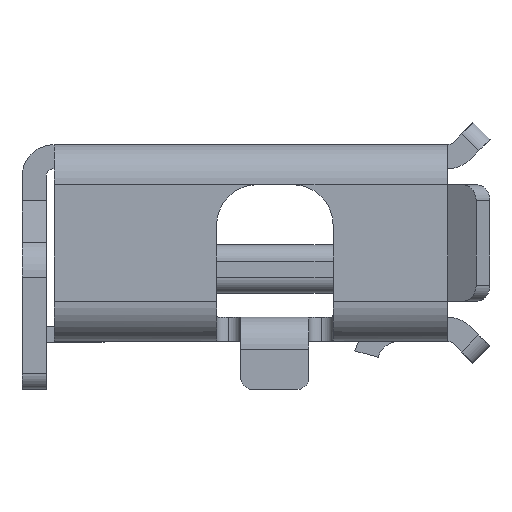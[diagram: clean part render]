
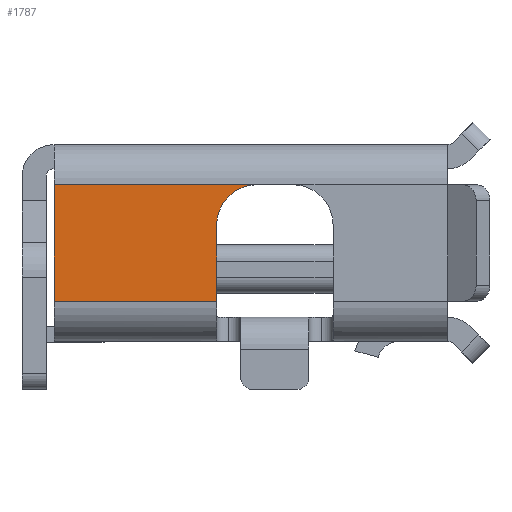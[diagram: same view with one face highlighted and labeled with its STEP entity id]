
A CAD part, left-side view. The second image highlights one B-rep face of the part: STEP entity #1787.
In plain terms, the highlighted planar face has unit normal (-1, 0, 0).
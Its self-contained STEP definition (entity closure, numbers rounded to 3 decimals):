
#136 = CARTESIAN_POINT ( 'NONE',  ( -3.75, -2.45, -0.725 ) ) ;
#296 = LINE ( 'NONE', #8301, #14195 ) ;
#1787 = ADVANCED_FACE ( 'NONE', ( #3063 ), #19089, .F. ) ;
#2395 = ORIENTED_EDGE ( 'NONE', *, *, #12871, .F. ) ;
#2806 = CARTESIAN_POINT ( 'NONE',  ( -3.75, -2.45, 0.725 ) ) ;
#2890 = CARTESIAN_POINT ( 'NONE',  ( -3.75, 2.45, -0.725 ) ) ;
#3063 = FACE_OUTER_BOUND ( 'NONE', #8082, .T. ) ;
#3706 = CARTESIAN_POINT ( 'NONE',  ( -3.75, 2.45, -0.725 ) ) ;
#5255 = EDGE_CURVE ( 'NONE', #20385, #21609, #10495, .T. ) ;
#5553 = VERTEX_POINT ( 'NONE', #22181 ) ;
#6732 = AXIS2_PLACEMENT_3D ( 'NONE', #8847, #23216, #25032 ) ;
#7457 = VERTEX_POINT ( 'NONE', #19110 ) ;
#8082 = EDGE_LOOP ( 'NONE', ( #2395, #11701, #11101, #11493, #16606 ) ) ;
#8301 = CARTESIAN_POINT ( 'NONE',  ( -3.75, 0.425, 0.725 ) ) ;
#8374 = EDGE_CURVE ( 'NONE', #10982, #5553, #17648, .T. ) ;
#8847 = CARTESIAN_POINT ( 'NONE',  ( -3.75, -0.075, 0.225 ) ) ;
#10390 = CARTESIAN_POINT ( 'NONE',  ( -3.75, 0.425, 0.225 ) ) ;
#10479 = AXIS2_PLACEMENT_3D ( 'NONE', #23596, #11722, #17894 ) ;
#10495 = LINE ( 'NONE', #136, #16180 ) ;
#10908 = EDGE_CURVE ( 'NONE', #7457, #21609, #17895, .T. ) ;
#10982 = VERTEX_POINT ( 'NONE', #10390 ) ;
#11101 = ORIENTED_EDGE ( 'NONE', *, *, #13892, .T. ) ;
#11493 = ORIENTED_EDGE ( 'NONE', *, *, #10908, .T. ) ;
#11701 = ORIENTED_EDGE ( 'NONE', *, *, #8374, .T. ) ;
#11722 = DIRECTION ( 'NONE',  ( 1., 0., 0. ) ) ;
#11723 = DIRECTION ( 'NONE',  ( 0., 0., -1. ) ) ;
#12662 = CARTESIAN_POINT ( 'NONE',  ( -3.75, 0.425, -0.725 ) ) ;
#12871 = EDGE_CURVE ( 'NONE', #10982, #20385, #296, .T. ) ;
#13892 = EDGE_CURVE ( 'NONE', #5553, #7457, #21099, .T. ) ;
#14028 = DIRECTION ( 'NONE',  ( 0., 1., 0. ) ) ;
#14195 = VECTOR ( 'NONE', #18155, 1000. ) ;
#15110 = DIRECTION ( 'NONE',  ( 0., 1., 0. ) ) ;
#16180 = VECTOR ( 'NONE', #14028, 1000. ) ;
#16606 = ORIENTED_EDGE ( 'NONE', *, *, #5255, .F. ) ;
#17648 = CIRCLE ( 'NONE', #6732, 0.5 ) ;
#17719 = VECTOR ( 'NONE', #11723, 1000. ) ;
#17894 = DIRECTION ( 'NONE',  ( 0., 1., 0. ) ) ;
#17895 = LINE ( 'NONE', #3706, #17719 ) ;
#18155 = DIRECTION ( 'NONE',  ( 0., 0., -1. ) ) ;
#19089 = PLANE ( 'NONE',  #10479 ) ;
#19110 = CARTESIAN_POINT ( 'NONE',  ( -3.75, 2.45, 0.725 ) ) ;
#20385 = VERTEX_POINT ( 'NONE', #12662 ) ;
#21099 = LINE ( 'NONE', #2806, #23908 ) ;
#21609 = VERTEX_POINT ( 'NONE', #2890 ) ;
#22181 = CARTESIAN_POINT ( 'NONE',  ( -3.75, -0.075, 0.725 ) ) ;
#23216 = DIRECTION ( 'NONE',  ( 1., 0., 0. ) ) ;
#23596 = CARTESIAN_POINT ( 'NONE',  ( -3.75, -2.45, -0.725 ) ) ;
#23908 = VECTOR ( 'NONE', #15110, 1000. ) ;
#25032 = DIRECTION ( 'NONE',  ( 0., 1., 0. ) ) ;
